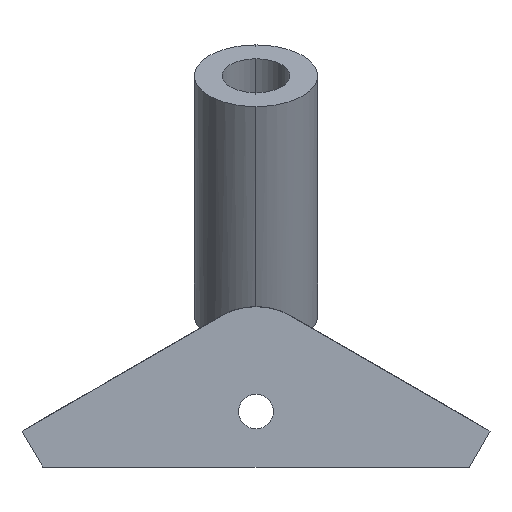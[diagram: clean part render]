
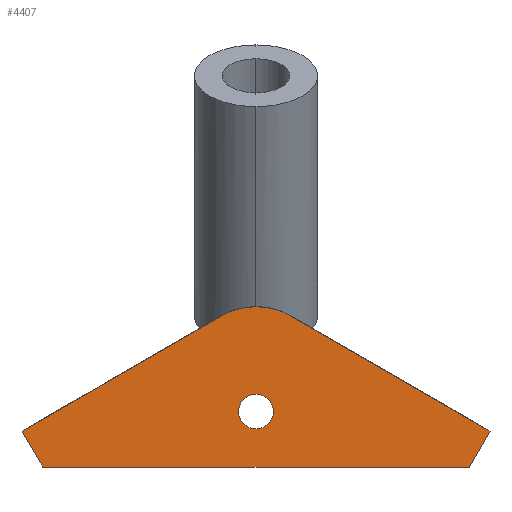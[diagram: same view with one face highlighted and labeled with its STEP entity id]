
A CAD part, front view. The second image highlights one B-rep face of the part: STEP entity #4407.
In plain terms, the highlighted planar face has unit normal (0, -1, 0).
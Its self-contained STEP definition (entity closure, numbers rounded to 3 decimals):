
#53 = FACE_OUTER_BOUND ( 'NONE', #2492, .T. ) ;
#113 = EDGE_CURVE ( 'NONE', #870, #6308, #2497, .T. ) ;
#130 = CARTESIAN_POINT ( 'NONE',  ( 16.887, -45., -8.319 ) ) ;
#161 = CARTESIAN_POINT ( 'NONE',  ( 2.5, -45., -0.013 ) ) ;
#551 = VERTEX_POINT ( 'NONE', #4534 ) ;
#596 = DIRECTION ( 'NONE',  ( 0., -1., 0. ) ) ;
#658 = CARTESIAN_POINT ( 'NONE',  ( 15.387, -45., -10.918 ) ) ;
#698 = DIRECTION ( 'NONE',  ( 0., -1., 0. ) ) ;
#710 = VERTEX_POINT ( 'NONE', #130 ) ;
#805 = ORIENTED_EDGE ( 'NONE', *, *, #2412, .F. ) ;
#870 = VERTEX_POINT ( 'NONE', #2327 ) ;
#876 = EDGE_CURVE ( 'NONE', #6308, #551, #5458, .T. ) ;
#1092 = DIRECTION ( 'NONE',  ( 0., 0., -1. ) ) ;
#1109 = EDGE_CURVE ( 'NONE', #710, #4117, #3781, .T. ) ;
#1136 = PLANE ( 'NONE',  #2784 ) ;
#1364 = CIRCLE ( 'NONE', #3113, 1.25 ) ;
#1370 = DIRECTION ( 'NONE',  ( 0.5, 0., 0.866 ) ) ;
#1560 = CARTESIAN_POINT ( 'NONE',  ( 0., -45., -4.343 ) ) ;
#1650 = CARTESIAN_POINT ( 'NONE',  ( 0., -45., -6.918 ) ) ;
#1663 = DIRECTION ( 'NONE',  ( -0.866, 0., 0.5 ) ) ;
#1922 = DIRECTION ( 'NONE',  ( 0.5, 0., -0.866 ) ) ;
#2074 = ORIENTED_EDGE ( 'NONE', *, *, #5842, .T. ) ;
#2163 = ORIENTED_EDGE ( 'NONE', *, *, #5494, .F. ) ;
#2281 = CARTESIAN_POINT ( 'NONE',  ( 0., -45., -6.918 ) ) ;
#2327 = CARTESIAN_POINT ( 'NONE',  ( -2.5, -45., -0.013 ) ) ;
#2412 = EDGE_CURVE ( 'NONE', #4195, #3676, #2752, .T. ) ;
#2492 = EDGE_LOOP ( 'NONE', ( #3450, #3903, #3244, #5167, #3388, #2074 ) ) ;
#2497 = LINE ( 'NONE', #4116, #3164 ) ;
#2752 = CIRCLE ( 'NONE', #6562, 1.25 ) ;
#2784 = AXIS2_PLACEMENT_3D ( 'NONE', #1560, #596, #5201 ) ;
#2979 = EDGE_LOOP ( 'NONE', ( #805, #2163 ) ) ;
#3113 = AXIS2_PLACEMENT_3D ( 'NONE', #1650, #5191, #1092 ) ;
#3164 = VECTOR ( 'NONE', #6673, 1000. ) ;
#3244 = ORIENTED_EDGE ( 'NONE', *, *, #4112, .T. ) ;
#3256 = EDGE_CURVE ( 'NONE', #5205, #710, #5562, .T. ) ;
#3388 = ORIENTED_EDGE ( 'NONE', *, *, #1109, .T. ) ;
#3450 = ORIENTED_EDGE ( 'NONE', *, *, #113, .T. ) ;
#3676 = VERTEX_POINT ( 'NONE', #4775 ) ;
#3751 = VECTOR ( 'NONE', #6272, 1000. ) ;
#3781 = LINE ( 'NONE', #5204, #4780 ) ;
#3903 = ORIENTED_EDGE ( 'NONE', *, *, #876, .T. ) ;
#4112 = EDGE_CURVE ( 'NONE', #551, #5205, #5209, .T. ) ;
#4116 = CARTESIAN_POINT ( 'NONE',  ( -16.887, -45., -8.319 ) ) ;
#4117 = VERTEX_POINT ( 'NONE', #161 ) ;
#4190 = CARTESIAN_POINT ( 'NONE',  ( -15.387, -45., -10.918 ) ) ;
#4195 = VERTEX_POINT ( 'NONE', #5455 ) ;
#4198 = AXIS2_PLACEMENT_3D ( 'NONE', #4986, #4199, #5256 ) ;
#4199 = DIRECTION ( 'NONE',  ( 0., -1., 0. ) ) ;
#4280 = CARTESIAN_POINT ( 'NONE',  ( -16.887, -45., -8.319 ) ) ;
#4282 = FACE_BOUND ( 'NONE', #2979, .T. ) ;
#4349 = DIRECTION ( 'NONE',  ( 0., 0., -1. ) ) ;
#4394 = CARTESIAN_POINT ( 'NONE',  ( -16.887, -45., -8.319 ) ) ;
#4407 = ADVANCED_FACE ( 'NONE', ( #53, #4282 ), #1136, .T. ) ;
#4534 = CARTESIAN_POINT ( 'NONE',  ( -15.387, -45., -10.918 ) ) ;
#4560 = VECTOR ( 'NONE', #1922, 1000. ) ;
#4775 = CARTESIAN_POINT ( 'NONE',  ( 0., -45., -8.168 ) ) ;
#4780 = VECTOR ( 'NONE', #1663, 1000. ) ;
#4986 = CARTESIAN_POINT ( 'NONE',  ( 0., -45., -4.343 ) ) ;
#5167 = ORIENTED_EDGE ( 'NONE', *, *, #3256, .T. ) ;
#5191 = DIRECTION ( 'NONE',  ( 0., -1., 0. ) ) ;
#5201 = DIRECTION ( 'NONE',  ( 0., 0., -1. ) ) ;
#5204 = CARTESIAN_POINT ( 'NONE',  ( 16.887, -45., -8.319 ) ) ;
#5205 = VERTEX_POINT ( 'NONE', #658 ) ;
#5209 = LINE ( 'NONE', #4190, #3751 ) ;
#5256 = DIRECTION ( 'NONE',  ( 0., 0., -1. ) ) ;
#5455 = CARTESIAN_POINT ( 'NONE',  ( 0., -45., -5.668 ) ) ;
#5458 = LINE ( 'NONE', #4394, #4560 ) ;
#5494 = EDGE_CURVE ( 'NONE', #3676, #4195, #1364, .T. ) ;
#5562 = LINE ( 'NONE', #6075, #6671 ) ;
#5842 = EDGE_CURVE ( 'NONE', #4117, #870, #6597, .T. ) ;
#6075 = CARTESIAN_POINT ( 'NONE',  ( 15.387, -45., -10.918 ) ) ;
#6272 = DIRECTION ( 'NONE',  ( 1., 0., 0. ) ) ;
#6308 = VERTEX_POINT ( 'NONE', #4280 ) ;
#6562 = AXIS2_PLACEMENT_3D ( 'NONE', #2281, #698, #4349 ) ;
#6597 = CIRCLE ( 'NONE', #4198, 5. ) ;
#6671 = VECTOR ( 'NONE', #1370, 1000. ) ;
#6673 = DIRECTION ( 'NONE',  ( -0.866, 0., -0.5 ) ) ;
